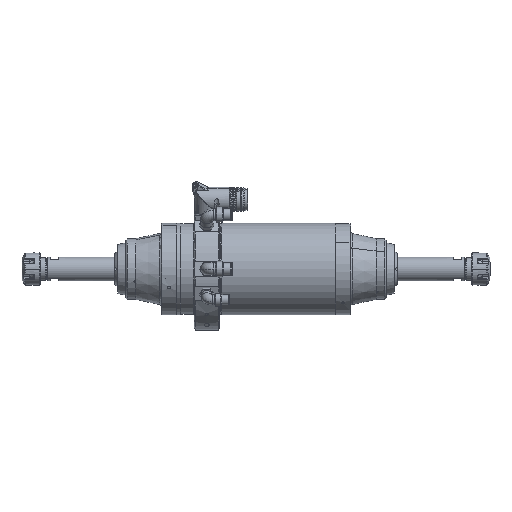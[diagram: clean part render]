
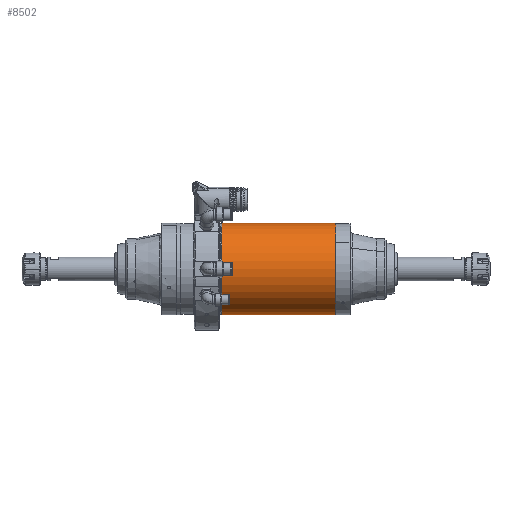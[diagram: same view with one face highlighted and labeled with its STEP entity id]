
A CAD part, front view. The second image highlights one B-rep face of the part: STEP entity #8502.
In plain terms, the highlighted cylindrical face has radius 45 mm (diameter 90 mm), a partial arc.
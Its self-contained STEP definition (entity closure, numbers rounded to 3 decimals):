
#1770 = CARTESIAN_POINT ( 'NONE',  ( 186.5, 0., -45. ) ) ;
#1771 = CARTESIAN_POINT ( 'NONE',  ( 186.5, 0., 45. ) ) ;
#1774 = CARTESIAN_POINT ( 'NONE',  ( 298.5, 0., 45. ) ) ;
#1790 = CARTESIAN_POINT ( 'NONE',  ( 298.5, 0., -45. ) ) ;
#2508 = CIRCLE ( 'NONE', #19443, 45. ) ;
#2702 = CIRCLE ( 'NONE', #19464, 45. ) ;
#2720 = VECTOR ( 'NONE', #21238, 1000. ) ;
#2722 = VECTOR ( 'NONE', #24027, 1000. ) ;
#2723 = LINE ( 'NONE', #21234, #2720 ) ;
#2727 = LINE ( 'NONE', #24026, #2722 ) ;
#6434 = EDGE_LOOP ( 'NONE', ( #26797, #26793, #26295, #26519 ) ) ;
#8502 = ADVANCED_FACE ( 'NONE', ( #24821 ), #24823, .T. ) ;
#13406 = CARTESIAN_POINT ( 'NONE',  ( 98.279, 0., 0. ) ) ;
#13408 = DIRECTION ( 'NONE',  ( -1., 0., 0. ) ) ;
#13410 = DIRECTION ( 'NONE',  ( 0., 0., 1. ) ) ;
#16875 = AXIS2_PLACEMENT_3D ( 'NONE', #13406, #13408, #13410 ) ;
#19443 = AXIS2_PLACEMENT_3D ( 'NONE', #21624, #21625, #21627 ) ;
#19464 = AXIS2_PLACEMENT_3D ( 'NONE', #21408, #21409, #21411 ) ;
#21234 = CARTESIAN_POINT ( 'NONE',  ( 98.279, 0., 45. ) ) ;
#21238 = DIRECTION ( 'NONE',  ( -1., 0., 0. ) ) ;
#21408 = CARTESIAN_POINT ( 'NONE',  ( 298.5, 0., 0. ) ) ;
#21409 = DIRECTION ( 'NONE',  ( -1., 0., 0. ) ) ;
#21411 = DIRECTION ( 'NONE',  ( 0., 0., 1. ) ) ;
#21624 = CARTESIAN_POINT ( 'NONE',  ( 186.5, 0., 0. ) ) ;
#21625 = DIRECTION ( 'NONE',  ( 1., 0., 0. ) ) ;
#21627 = DIRECTION ( 'NONE',  ( 0., 0., -1. ) ) ;
#24026 = CARTESIAN_POINT ( 'NONE',  ( 98.279, 0., -45. ) ) ;
#24027 = DIRECTION ( 'NONE',  ( -1., 0., 0. ) ) ;
#24821 = FACE_OUTER_BOUND ( 'NONE', #6434, .T. ) ;
#24823 = CYLINDRICAL_SURFACE ( 'NONE', #16875, 45. ) ;
#26295 = ORIENTED_EDGE ( 'NONE', *, *, #33744, .T. ) ;
#26344 = VERTEX_POINT ( 'NONE', #1790 ) ;
#26365 = VERTEX_POINT ( 'NONE', #1774 ) ;
#26371 = VERTEX_POINT ( 'NONE', #1771 ) ;
#26373 = VERTEX_POINT ( 'NONE', #1770 ) ;
#26519 = ORIENTED_EDGE ( 'NONE', *, *, #33784, .T. ) ;
#26793 = ORIENTED_EDGE ( 'NONE', *, *, #33762, .T. ) ;
#26797 = ORIENTED_EDGE ( 'NONE', *, *, #33743, .F. ) ;
#33743 = EDGE_CURVE ( 'NONE', #26344, #26373, #2727, .T. ) ;
#33744 = EDGE_CURVE ( 'NONE', #26365, #26371, #2723, .T. ) ;
#33762 = EDGE_CURVE ( 'NONE', #26344, #26365, #2702, .T. ) ;
#33784 = EDGE_CURVE ( 'NONE', #26371, #26373, #2508, .T. ) ;
